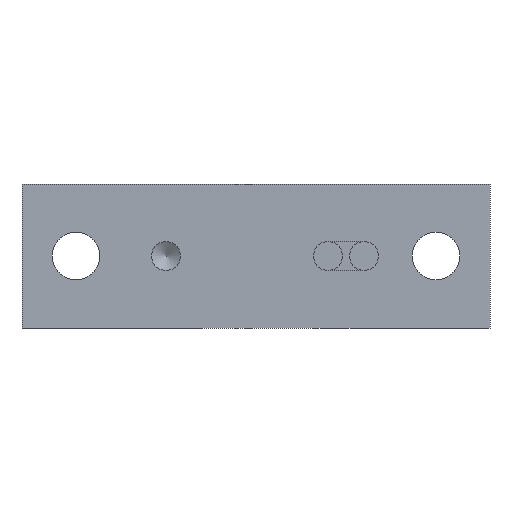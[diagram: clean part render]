
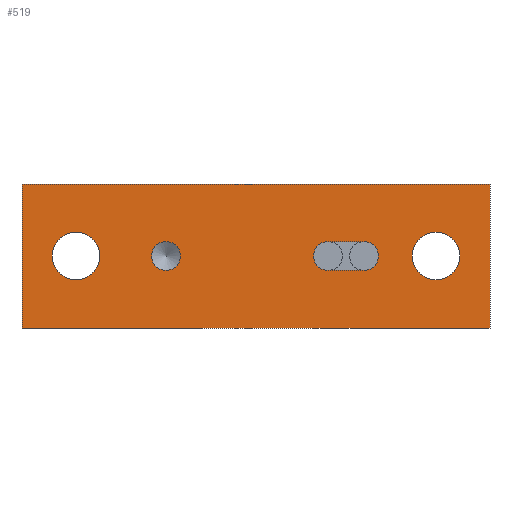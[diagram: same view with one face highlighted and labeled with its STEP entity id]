
A CAD part, front view. The second image highlights one B-rep face of the part: STEP entity #519.
In plain terms, the highlighted planar face has unit normal (0, -1, 0).
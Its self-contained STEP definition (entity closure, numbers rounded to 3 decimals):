
#25=FACE_BOUND('',#91,.T.);
#26=FACE_BOUND('',#92,.T.);
#27=FACE_BOUND('',#93,.T.);
#28=FACE_BOUND('',#94,.T.);
#35=CIRCLE('',#570,3.3);
#36=CIRCLE('',#571,3.3);
#37=CIRCLE('',#572,3.3);
#38=CIRCLE('',#573,3.3);
#39=CIRCLE('',#574,2.);
#40=CIRCLE('',#575,2.);
#41=CIRCLE('',#576,2.);
#42=CIRCLE('',#577,2.);
#43=CIRCLE('',#578,2.);
#63=FACE_OUTER_BOUND('',#90,.T.);
#90=EDGE_LOOP('',(#360,#361,#362,#363));
#91=EDGE_LOOP('',(#364,#365));
#92=EDGE_LOOP('',(#366,#367));
#93=EDGE_LOOP('',(#368,#369));
#94=EDGE_LOOP('',(#370,#371,#372,#373,#374));
#121=LINE('',#782,#169);
#125=LINE('',#791,#173);
#129=LINE('',#805,#177);
#130=LINE('',#807,#178);
#131=LINE('',#809,#179);
#132=LINE('',#810,#180);
#169=VECTOR('',#622,10.);
#173=VECTOR('',#628,10.);
#177=VECTOR('',#642,65.);
#178=VECTOR('',#643,20.);
#179=VECTOR('',#644,65.);
#180=VECTOR('',#645,20.);
#217=VERTEX_POINT('',#780);
#218=VERTEX_POINT('',#781);
#221=VERTEX_POINT('',#789);
#222=VERTEX_POINT('',#790);
#226=VERTEX_POINT('',#803);
#227=VERTEX_POINT('',#804);
#228=VERTEX_POINT('',#806);
#229=VERTEX_POINT('',#808);
#230=VERTEX_POINT('',#811);
#231=VERTEX_POINT('',#812);
#232=VERTEX_POINT('',#815);
#233=VERTEX_POINT('',#816);
#234=VERTEX_POINT('',#819);
#235=VERTEX_POINT('',#820);
#236=VERTEX_POINT('',#823);
#271=EDGE_CURVE('',#217,#218,#121,.T.);
#275=EDGE_CURVE('',#221,#222,#125,.T.);
#282=EDGE_CURVE('',#226,#227,#129,.T.);
#283=EDGE_CURVE('',#228,#227,#130,.T.);
#284=EDGE_CURVE('',#229,#228,#131,.T.);
#285=EDGE_CURVE('',#229,#226,#132,.T.);
#286=EDGE_CURVE('',#230,#231,#35,.T.);
#287=EDGE_CURVE('',#231,#230,#36,.T.);
#288=EDGE_CURVE('',#232,#233,#37,.T.);
#289=EDGE_CURVE('',#233,#232,#38,.T.);
#290=EDGE_CURVE('',#234,#235,#39,.T.);
#291=EDGE_CURVE('',#235,#234,#40,.T.);
#292=EDGE_CURVE('',#218,#236,#41,.T.);
#293=EDGE_CURVE('',#236,#221,#42,.T.);
#294=EDGE_CURVE('',#222,#217,#43,.T.);
#360=ORIENTED_EDGE('',*,*,#282,.T.);
#361=ORIENTED_EDGE('',*,*,#283,.F.);
#362=ORIENTED_EDGE('',*,*,#284,.F.);
#363=ORIENTED_EDGE('',*,*,#285,.T.);
#364=ORIENTED_EDGE('',*,*,#286,.T.);
#365=ORIENTED_EDGE('',*,*,#287,.T.);
#366=ORIENTED_EDGE('',*,*,#288,.T.);
#367=ORIENTED_EDGE('',*,*,#289,.T.);
#368=ORIENTED_EDGE('',*,*,#290,.T.);
#369=ORIENTED_EDGE('',*,*,#291,.T.);
#370=ORIENTED_EDGE('',*,*,#271,.T.);
#371=ORIENTED_EDGE('',*,*,#292,.T.);
#372=ORIENTED_EDGE('',*,*,#293,.T.);
#373=ORIENTED_EDGE('',*,*,#275,.T.);
#374=ORIENTED_EDGE('',*,*,#294,.T.);
#502=PLANE('',#569);
#519=ADVANCED_FACE('',(#63,#25,#26,#27,#28),#502,.F.);
#569=AXIS2_PLACEMENT_3D('',#802,#640,#641);
#570=AXIS2_PLACEMENT_3D('',#813,#646,#647);
#571=AXIS2_PLACEMENT_3D('',#814,#648,#649);
#572=AXIS2_PLACEMENT_3D('',#817,#650,#651);
#573=AXIS2_PLACEMENT_3D('',#818,#652,#653);
#574=AXIS2_PLACEMENT_3D('',#821,#654,#655);
#575=AXIS2_PLACEMENT_3D('',#822,#656,#657);
#576=AXIS2_PLACEMENT_3D('',#824,#658,#659);
#577=AXIS2_PLACEMENT_3D('',#825,#660,#661);
#578=AXIS2_PLACEMENT_3D('',#826,#662,#663);
#622=DIRECTION('',(-1.,0.,0.));
#628=DIRECTION('',(1.,0.,0.));
#640=DIRECTION('center_axis',(0.,1.,0.));
#641=DIRECTION('ref_axis',(0.,0.,1.));
#642=DIRECTION('',(1.,0.,0.));
#643=DIRECTION('',(0.,0.,-1.));
#644=DIRECTION('',(1.,0.,0.));
#645=DIRECTION('',(0.,0.,-1.));
#646=DIRECTION('center_axis',(0.,1.,0.));
#647=DIRECTION('ref_axis',(1.,0.,0.));
#648=DIRECTION('center_axis',(0.,1.,0.));
#649=DIRECTION('ref_axis',(1.,0.,0.));
#650=DIRECTION('center_axis',(0.,1.,0.));
#651=DIRECTION('ref_axis',(1.,0.,0.));
#652=DIRECTION('center_axis',(0.,1.,0.));
#653=DIRECTION('ref_axis',(1.,0.,0.));
#654=DIRECTION('center_axis',(0.,1.,0.));
#655=DIRECTION('ref_axis',(1.,0.,0.));
#656=DIRECTION('center_axis',(0.,1.,0.));
#657=DIRECTION('ref_axis',(1.,0.,0.));
#658=DIRECTION('center_axis',(0.,1.,0.));
#659=DIRECTION('ref_axis',(1.,0.,0.));
#660=DIRECTION('center_axis',(0.,1.,0.));
#661=DIRECTION('ref_axis',(1.,0.,0.));
#662=DIRECTION('center_axis',(0.,1.,0.));
#663=DIRECTION('ref_axis',(1.,0.,0.));
#780=CARTESIAN_POINT('',(15.,-44.6,-2.));
#781=CARTESIAN_POINT('',(10.,-44.6,-2.));
#782=CARTESIAN_POINT('',(-8.75,-44.6,-2.));
#789=CARTESIAN_POINT('',(10.,-44.6,2.));
#790=CARTESIAN_POINT('',(15.,-44.6,2.));
#791=CARTESIAN_POINT('',(-11.25,-44.6,2.));
#802=CARTESIAN_POINT('Origin',(-32.5,-44.6,10.));
#803=CARTESIAN_POINT('',(-32.5,-44.6,-10.));
#804=CARTESIAN_POINT('',(32.5,-44.6,-10.));
#805=CARTESIAN_POINT('',(-32.5,-44.6,-10.));
#806=CARTESIAN_POINT('',(32.5,-44.6,10.));
#807=CARTESIAN_POINT('',(32.5,-44.6,10.));
#808=CARTESIAN_POINT('',(-32.5,-44.6,10.));
#809=CARTESIAN_POINT('',(-32.5,-44.6,10.));
#810=CARTESIAN_POINT('',(-32.5,-44.6,10.));
#811=CARTESIAN_POINT('',(28.3,-44.6,0.));
#812=CARTESIAN_POINT('',(21.7,-44.6,0.));
#813=CARTESIAN_POINT('Origin',(25.,-44.6,0.));
#814=CARTESIAN_POINT('Origin',(25.,-44.6,0.));
#815=CARTESIAN_POINT('',(-21.7,-44.6,0.));
#816=CARTESIAN_POINT('',(-28.3,-44.6,0.));
#817=CARTESIAN_POINT('Origin',(-25.,-44.6,0.));
#818=CARTESIAN_POINT('Origin',(-25.,-44.6,0.));
#819=CARTESIAN_POINT('',(-10.5,-44.6,0.));
#820=CARTESIAN_POINT('',(-14.5,-44.6,0.));
#821=CARTESIAN_POINT('Origin',(-12.5,-44.6,0.));
#822=CARTESIAN_POINT('Origin',(-12.5,-44.6,0.));
#823=CARTESIAN_POINT('',(8.,-44.6,0.));
#824=CARTESIAN_POINT('Origin',(10.,-44.6,0.));
#825=CARTESIAN_POINT('Origin',(10.,-44.6,0.));
#826=CARTESIAN_POINT('Origin',(15.,-44.6,0.));
